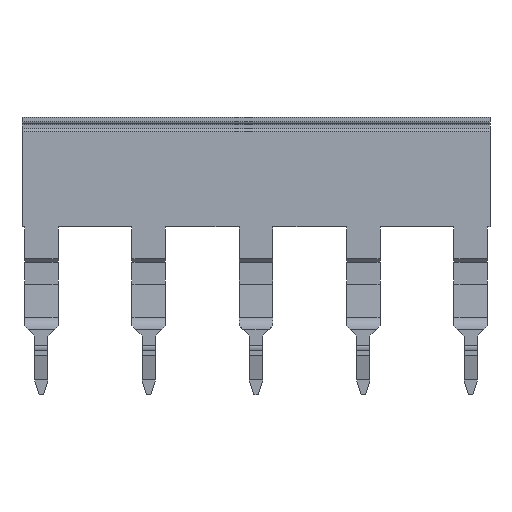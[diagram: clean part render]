
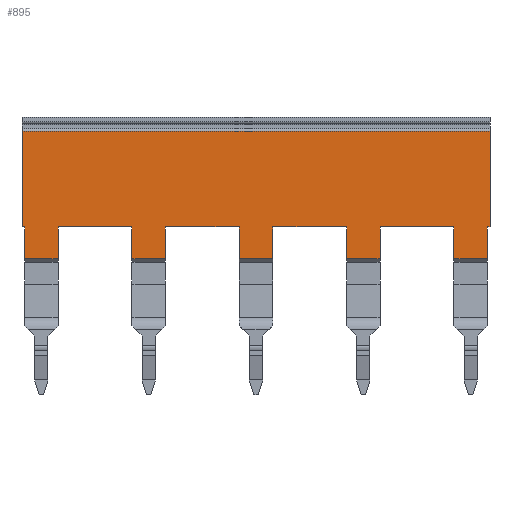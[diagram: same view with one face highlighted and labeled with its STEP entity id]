
A CAD part, front view. The second image highlights one B-rep face of the part: STEP entity #895.
In plain terms, the highlighted planar face has unit normal (0, -1, 0).
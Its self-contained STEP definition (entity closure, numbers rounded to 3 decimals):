
#722=AXIS2_PLACEMENT_3D('Plane Axis2P3D',#719,#720,#721) ;
#182=CARTESIAN_POINT('Vertex',(53.2,0.4,30.)) ;
#185=CARTESIAN_POINT('Line Origine',(53.2,0.4,24.55)) ;
#189=CARTESIAN_POINT('Vertex',(53.2,0.4,19.1)) ;
#251=CARTESIAN_POINT('Vertex',(0.,0.4,19.1)) ;
#254=CARTESIAN_POINT('Line Origine',(0.,0.4,24.55)) ;
#258=CARTESIAN_POINT('Vertex',(0.,0.4,30.)) ;
#707=CARTESIAN_POINT('Line Origine',(26.6,0.4,30.)) ;
#719=CARTESIAN_POINT('Axis2P3D Location',(0.,0.4,15.5)) ;
#724=CARTESIAN_POINT('Line Origine',(40.7,0.4,17.3)) ;
#728=CARTESIAN_POINT('Vertex',(40.7,0.4,15.5)) ;
#730=CARTESIAN_POINT('Vertex',(40.7,0.4,19.1)) ;
#733=CARTESIAN_POINT('Line Origine',(44.9,0.4,19.1)) ;
#737=CARTESIAN_POINT('Vertex',(49.1,0.4,19.1)) ;
#740=CARTESIAN_POINT('Line Origine',(49.1,0.4,17.3)) ;
#744=CARTESIAN_POINT('Vertex',(49.1,0.4,15.5)) ;
#747=CARTESIAN_POINT('Line Origine',(51.,0.4,15.5)) ;
#751=CARTESIAN_POINT('Vertex',(52.9,0.4,15.5)) ;
#754=CARTESIAN_POINT('Line Origine',(52.9,0.4,17.3)) ;
#758=CARTESIAN_POINT('Vertex',(52.9,0.4,19.1)) ;
#761=CARTESIAN_POINT('Line Origine',(53.05,0.4,19.1)) ;
#766=CARTESIAN_POINT('Line Origine',(0.15,0.4,19.1)) ;
#770=CARTESIAN_POINT('Vertex',(0.3,0.4,19.1)) ;
#773=CARTESIAN_POINT('Line Origine',(0.3,0.4,17.3)) ;
#777=CARTESIAN_POINT('Vertex',(0.3,0.4,15.5)) ;
#780=CARTESIAN_POINT('Line Origine',(2.2,0.4,15.5)) ;
#784=CARTESIAN_POINT('Vertex',(4.1,0.4,15.5)) ;
#787=CARTESIAN_POINT('Line Origine',(4.1,0.4,17.3)) ;
#791=CARTESIAN_POINT('Vertex',(4.1,0.4,19.1)) ;
#794=CARTESIAN_POINT('Line Origine',(8.3,0.4,19.1)) ;
#798=CARTESIAN_POINT('Vertex',(12.5,0.4,19.1)) ;
#801=CARTESIAN_POINT('Line Origine',(12.5,0.4,17.3)) ;
#805=CARTESIAN_POINT('Vertex',(12.5,0.4,15.5)) ;
#808=CARTESIAN_POINT('Line Origine',(14.4,0.4,15.5)) ;
#812=CARTESIAN_POINT('Vertex',(16.3,0.4,15.5)) ;
#815=CARTESIAN_POINT('Line Origine',(16.3,0.4,17.3)) ;
#819=CARTESIAN_POINT('Vertex',(16.3,0.4,19.1)) ;
#822=CARTESIAN_POINT('Line Origine',(20.5,0.4,19.1)) ;
#826=CARTESIAN_POINT('Vertex',(24.7,0.4,19.1)) ;
#829=CARTESIAN_POINT('Line Origine',(24.7,0.4,17.3)) ;
#833=CARTESIAN_POINT('Vertex',(24.7,0.4,15.5)) ;
#836=CARTESIAN_POINT('Line Origine',(26.6,0.4,15.5)) ;
#840=CARTESIAN_POINT('Vertex',(28.5,0.4,15.5)) ;
#843=CARTESIAN_POINT('Line Origine',(28.5,0.4,17.3)) ;
#847=CARTESIAN_POINT('Vertex',(28.5,0.4,19.1)) ;
#850=CARTESIAN_POINT('Line Origine',(32.7,0.4,19.1)) ;
#854=CARTESIAN_POINT('Vertex',(36.9,0.4,19.1)) ;
#857=CARTESIAN_POINT('Line Origine',(36.9,0.4,17.3)) ;
#861=CARTESIAN_POINT('Vertex',(36.9,0.4,15.5)) ;
#864=CARTESIAN_POINT('Line Origine',(38.8,0.4,15.5)) ;
#186=DIRECTION('Vector Direction',(0.,0.,1.)) ;
#255=DIRECTION('Vector Direction',(0.,0.,1.)) ;
#708=DIRECTION('Vector Direction',(1.,0.,0.)) ;
#720=DIRECTION('Axis2P3D Direction',(0.,1.,0.)) ;
#721=DIRECTION('Axis2P3D XDirection',(0.,0.,1.)) ;
#725=DIRECTION('Vector Direction',(0.,0.,1.)) ;
#734=DIRECTION('Vector Direction',(-1.,0.,0.)) ;
#741=DIRECTION('Vector Direction',(0.,0.,1.)) ;
#748=DIRECTION('Vector Direction',(1.,0.,0.)) ;
#755=DIRECTION('Vector Direction',(0.,0.,1.)) ;
#762=DIRECTION('Vector Direction',(-1.,0.,0.)) ;
#767=DIRECTION('Vector Direction',(-1.,0.,0.)) ;
#774=DIRECTION('Vector Direction',(0.,0.,1.)) ;
#781=DIRECTION('Vector Direction',(1.,0.,0.)) ;
#788=DIRECTION('Vector Direction',(0.,0.,1.)) ;
#795=DIRECTION('Vector Direction',(-1.,0.,0.)) ;
#802=DIRECTION('Vector Direction',(0.,0.,1.)) ;
#809=DIRECTION('Vector Direction',(1.,0.,0.)) ;
#816=DIRECTION('Vector Direction',(0.,0.,1.)) ;
#823=DIRECTION('Vector Direction',(-1.,0.,0.)) ;
#830=DIRECTION('Vector Direction',(0.,0.,1.)) ;
#837=DIRECTION('Vector Direction',(1.,0.,0.)) ;
#844=DIRECTION('Vector Direction',(0.,0.,1.)) ;
#851=DIRECTION('Vector Direction',(-1.,0.,0.)) ;
#858=DIRECTION('Vector Direction',(0.,0.,1.)) ;
#865=DIRECTION('Vector Direction',(1.,0.,0.)) ;
#187=VECTOR('Line Direction',#186,1.) ;
#256=VECTOR('Line Direction',#255,1.) ;
#709=VECTOR('Line Direction',#708,1.) ;
#726=VECTOR('Line Direction',#725,1.) ;
#735=VECTOR('Line Direction',#734,1.) ;
#742=VECTOR('Line Direction',#741,1.) ;
#749=VECTOR('Line Direction',#748,1.) ;
#756=VECTOR('Line Direction',#755,1.) ;
#763=VECTOR('Line Direction',#762,1.) ;
#768=VECTOR('Line Direction',#767,1.) ;
#775=VECTOR('Line Direction',#774,1.) ;
#782=VECTOR('Line Direction',#781,1.) ;
#789=VECTOR('Line Direction',#788,1.) ;
#796=VECTOR('Line Direction',#795,1.) ;
#803=VECTOR('Line Direction',#802,1.) ;
#810=VECTOR('Line Direction',#809,1.) ;
#817=VECTOR('Line Direction',#816,1.) ;
#824=VECTOR('Line Direction',#823,1.) ;
#831=VECTOR('Line Direction',#830,1.) ;
#838=VECTOR('Line Direction',#837,1.) ;
#845=VECTOR('Line Direction',#844,1.) ;
#852=VECTOR('Line Direction',#851,1.) ;
#859=VECTOR('Line Direction',#858,1.) ;
#866=VECTOR('Line Direction',#865,1.) ;
#870=ORIENTED_EDGE('',*,*,#732,.T.) ;
#871=ORIENTED_EDGE('',*,*,#739,.F.) ;
#872=ORIENTED_EDGE('',*,*,#746,.F.) ;
#873=ORIENTED_EDGE('',*,*,#753,.T.) ;
#874=ORIENTED_EDGE('',*,*,#760,.T.) ;
#875=ORIENTED_EDGE('',*,*,#765,.F.) ;
#876=ORIENTED_EDGE('',*,*,#191,.F.) ;
#877=ORIENTED_EDGE('',*,*,#711,.F.) ;
#878=ORIENTED_EDGE('',*,*,#260,.T.) ;
#879=ORIENTED_EDGE('',*,*,#772,.F.) ;
#880=ORIENTED_EDGE('',*,*,#779,.F.) ;
#881=ORIENTED_EDGE('',*,*,#786,.T.) ;
#882=ORIENTED_EDGE('',*,*,#793,.T.) ;
#883=ORIENTED_EDGE('',*,*,#800,.F.) ;
#884=ORIENTED_EDGE('',*,*,#807,.F.) ;
#885=ORIENTED_EDGE('',*,*,#814,.T.) ;
#886=ORIENTED_EDGE('',*,*,#821,.T.) ;
#887=ORIENTED_EDGE('',*,*,#828,.F.) ;
#888=ORIENTED_EDGE('',*,*,#835,.F.) ;
#889=ORIENTED_EDGE('',*,*,#842,.T.) ;
#890=ORIENTED_EDGE('',*,*,#849,.T.) ;
#891=ORIENTED_EDGE('',*,*,#856,.F.) ;
#892=ORIENTED_EDGE('',*,*,#863,.F.) ;
#893=ORIENTED_EDGE('',*,*,#868,.T.) ;
#895=ADVANCED_FACE('V1',(#894),#723,.F.) ;
#191=EDGE_CURVE('',#183,#190,#188,.F.) ;
#260=EDGE_CURVE('',#259,#252,#257,.F.) ;
#711=EDGE_CURVE('',#259,#183,#710,.T.) ;
#732=EDGE_CURVE('',#729,#731,#727,.T.) ;
#739=EDGE_CURVE('',#738,#731,#736,.T.) ;
#746=EDGE_CURVE('',#745,#738,#743,.T.) ;
#753=EDGE_CURVE('',#745,#752,#750,.T.) ;
#760=EDGE_CURVE('',#752,#759,#757,.T.) ;
#765=EDGE_CURVE('',#190,#759,#764,.T.) ;
#772=EDGE_CURVE('',#771,#252,#769,.T.) ;
#779=EDGE_CURVE('',#778,#771,#776,.T.) ;
#786=EDGE_CURVE('',#778,#785,#783,.T.) ;
#793=EDGE_CURVE('',#785,#792,#790,.T.) ;
#800=EDGE_CURVE('',#799,#792,#797,.T.) ;
#807=EDGE_CURVE('',#806,#799,#804,.T.) ;
#814=EDGE_CURVE('',#806,#813,#811,.T.) ;
#821=EDGE_CURVE('',#813,#820,#818,.T.) ;
#828=EDGE_CURVE('',#827,#820,#825,.T.) ;
#835=EDGE_CURVE('',#834,#827,#832,.T.) ;
#842=EDGE_CURVE('',#834,#841,#839,.T.) ;
#849=EDGE_CURVE('',#841,#848,#846,.T.) ;
#856=EDGE_CURVE('',#855,#848,#853,.T.) ;
#863=EDGE_CURVE('',#862,#855,#860,.T.) ;
#868=EDGE_CURVE('',#862,#729,#867,.T.) ;
#869=EDGE_LOOP('',(#870,#871,#872,#873,#874,#875,#876,#877,#878,#879,#880,#881,#882,#883,#884,#885,#886,#887,#888,#889,#890,#891,#892,#893)) ;
#894=FACE_OUTER_BOUND('',#869,.T.) ;
#188=LINE('Line',#185,#187) ;
#257=LINE('Line',#254,#256) ;
#710=LINE('Line',#707,#709) ;
#727=LINE('Line',#724,#726) ;
#736=LINE('Line',#733,#735) ;
#743=LINE('Line',#740,#742) ;
#750=LINE('Line',#747,#749) ;
#757=LINE('Line',#754,#756) ;
#764=LINE('Line',#761,#763) ;
#769=LINE('Line',#766,#768) ;
#776=LINE('Line',#773,#775) ;
#783=LINE('Line',#780,#782) ;
#790=LINE('Line',#787,#789) ;
#797=LINE('Line',#794,#796) ;
#804=LINE('Line',#801,#803) ;
#811=LINE('Line',#808,#810) ;
#818=LINE('Line',#815,#817) ;
#825=LINE('Line',#822,#824) ;
#832=LINE('Line',#829,#831) ;
#839=LINE('Line',#836,#838) ;
#846=LINE('Line',#843,#845) ;
#853=LINE('Line',#850,#852) ;
#860=LINE('Line',#857,#859) ;
#867=LINE('Line',#864,#866) ;
#723=PLANE('',#722) ;
#183=VERTEX_POINT('',#182) ;
#190=VERTEX_POINT('',#189) ;
#252=VERTEX_POINT('',#251) ;
#259=VERTEX_POINT('',#258) ;
#729=VERTEX_POINT('',#728) ;
#731=VERTEX_POINT('',#730) ;
#738=VERTEX_POINT('',#737) ;
#745=VERTEX_POINT('',#744) ;
#752=VERTEX_POINT('',#751) ;
#759=VERTEX_POINT('',#758) ;
#771=VERTEX_POINT('',#770) ;
#778=VERTEX_POINT('',#777) ;
#785=VERTEX_POINT('',#784) ;
#792=VERTEX_POINT('',#791) ;
#799=VERTEX_POINT('',#798) ;
#806=VERTEX_POINT('',#805) ;
#813=VERTEX_POINT('',#812) ;
#820=VERTEX_POINT('',#819) ;
#827=VERTEX_POINT('',#826) ;
#834=VERTEX_POINT('',#833) ;
#841=VERTEX_POINT('',#840) ;
#848=VERTEX_POINT('',#847) ;
#855=VERTEX_POINT('',#854) ;
#862=VERTEX_POINT('',#861) ;
